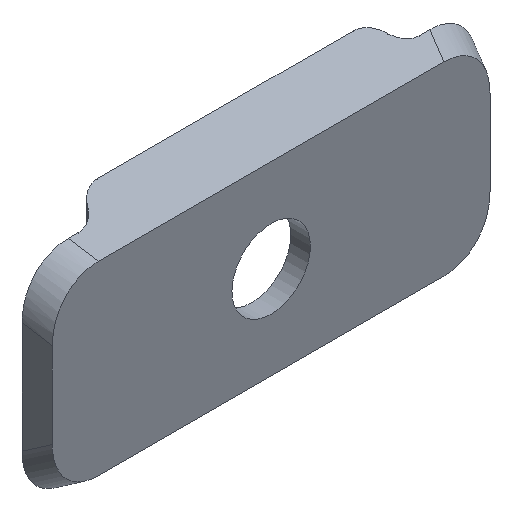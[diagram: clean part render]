
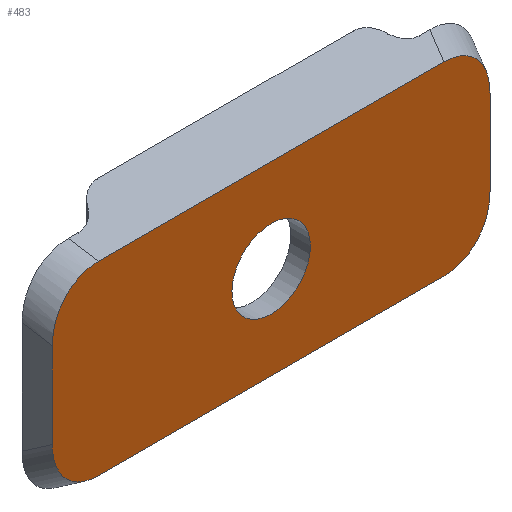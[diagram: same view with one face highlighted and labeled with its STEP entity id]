
A CAD part, isometric view. The second image highlights one B-rep face of the part: STEP entity #483.
In plain terms, the highlighted planar face has unit normal (0, -1, 0).
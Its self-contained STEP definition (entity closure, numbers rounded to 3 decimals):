
#17=FACE_BOUND('',#89,.T.);
#24=CIRCLE('',#540,3.);
#38=PLANE('',#548);
#60=FACE_OUTER_BOUND('',#88,.T.);
#88=EDGE_LOOP('',(#418,#419,#420,#421,#422,#423,#424,#425));
#89=EDGE_LOOP('',(#426));
#98=LINE('',#717,#141);
#125=LINE('',#804,#168);
#130=LINE('',#821,#173);
#134=LINE('',#833,#177);
#141=VECTOR('',#568,10.);
#168=VECTOR('',#651,10.);
#173=VECTOR('',#670,10.);
#177=VECTOR('',#682,10.);
#183=ELLIPSE('',#506,4.843,4.);
#189=ELLIPSE('',#514,4.843,4.);
#195=ELLIPSE('',#537,4.843,4.);
#197=ELLIPSE('',#549,4.843,4.);
#200=VERTEX_POINT('',#710);
#201=VERTEX_POINT('',#712);
#202=VERTEX_POINT('',#716);
#211=VERTEX_POINT('',#736);
#234=VERTEX_POINT('',#802);
#235=VERTEX_POINT('',#806);
#237=VERTEX_POINT('',#814);
#239=VERTEX_POINT('',#820);
#243=VERTEX_POINT('',#832);
#246=EDGE_CURVE('',#200,#201,#183,.T.);
#248=EDGE_CURVE('',#202,#201,#98,.F.);
#258=EDGE_CURVE('',#202,#211,#189,.T.);
#292=EDGE_CURVE('',#200,#234,#125,.F.);
#294=EDGE_CURVE('',#234,#235,#195,.F.);
#297=EDGE_CURVE('',#237,#237,#24,.F.);
#300=EDGE_CURVE('',#211,#239,#130,.T.);
#306=EDGE_CURVE('',#243,#235,#134,.T.);
#309=EDGE_CURVE('',#243,#239,#197,.F.);
#418=ORIENTED_EDGE('',*,*,#292,.T.);
#419=ORIENTED_EDGE('',*,*,#294,.T.);
#420=ORIENTED_EDGE('',*,*,#306,.F.);
#421=ORIENTED_EDGE('',*,*,#309,.T.);
#422=ORIENTED_EDGE('',*,*,#300,.F.);
#423=ORIENTED_EDGE('',*,*,#258,.F.);
#424=ORIENTED_EDGE('',*,*,#248,.T.);
#425=ORIENTED_EDGE('',*,*,#246,.F.);
#426=ORIENTED_EDGE('',*,*,#297,.T.);
#483=ADVANCED_FACE('',(#60,#17),#38,.T.);
#506=AXIS2_PLACEMENT_3D('',#713,#563,#564);
#514=AXIS2_PLACEMENT_3D('',#737,#585,#586);
#537=AXIS2_PLACEMENT_3D('',#808,#655,#656);
#540=AXIS2_PLACEMENT_3D('',#815,#663,#664);
#548=AXIS2_PLACEMENT_3D('',#836,#686,#687);
#549=AXIS2_PLACEMENT_3D('',#837,#688,#689);
#563=DIRECTION('center_axis',(0.,1.,0.));
#564=DIRECTION('ref_axis',(0.533,0.,-0.846));
#568=DIRECTION('',(-1.,0.,0.));
#585=DIRECTION('center_axis',(0.,1.,0.));
#586=DIRECTION('ref_axis',(-0.533,0.,-0.846));
#651=DIRECTION('',(0.,0.,-1.));
#655=DIRECTION('center_axis',(0.,1.,0.));
#656=DIRECTION('ref_axis',(0.533,0.,0.846));
#663=DIRECTION('center_axis',(0.,-1.,0.));
#664=DIRECTION('ref_axis',(1.,0.,0.));
#670=DIRECTION('',(0.,0.,1.));
#682=DIRECTION('',(1.,0.,0.));
#686=DIRECTION('center_axis',(0.,-1.,0.));
#687=DIRECTION('ref_axis',(1.,0.,0.));
#688=DIRECTION('center_axis',(0.,1.,0.));
#689=DIRECTION('ref_axis',(-0.533,0.,0.846));
#710=CARTESIAN_POINT('',(16.726,-8.5,9.436));
#712=CARTESIAN_POINT('',(13.197,-8.5,5.607));
#713=CARTESIAN_POINT('Origin',(12.469,-8.5,10.226));
#716=CARTESIAN_POINT('',(-13.197,-8.5,5.607));
#717=CARTESIAN_POINT('',(0.,-8.5,5.607));
#736=CARTESIAN_POINT('',(-16.726,-8.5,9.436));
#737=CARTESIAN_POINT('Origin',(-12.469,-8.5,10.226));
#802=CARTESIAN_POINT('',(16.726,-8.5,15.964));
#804=CARTESIAN_POINT('',(16.726,-8.5,18.475));
#806=CARTESIAN_POINT('',(13.197,-8.5,19.793));
#808=CARTESIAN_POINT('Origin',(12.469,-8.5,15.174));
#814=CARTESIAN_POINT('',(-3.,-8.5,12.7));
#815=CARTESIAN_POINT('Origin',(0.,-8.5,12.7));
#820=CARTESIAN_POINT('',(-16.726,-8.5,15.964));
#821=CARTESIAN_POINT('',(-16.726,-8.5,18.475));
#832=CARTESIAN_POINT('',(-13.197,-8.5,19.793));
#833=CARTESIAN_POINT('',(0.,-8.5,19.793));
#836=CARTESIAN_POINT('Origin',(0.,-8.5,11.55));
#837=CARTESIAN_POINT('Origin',(-12.469,-8.5,15.174));
